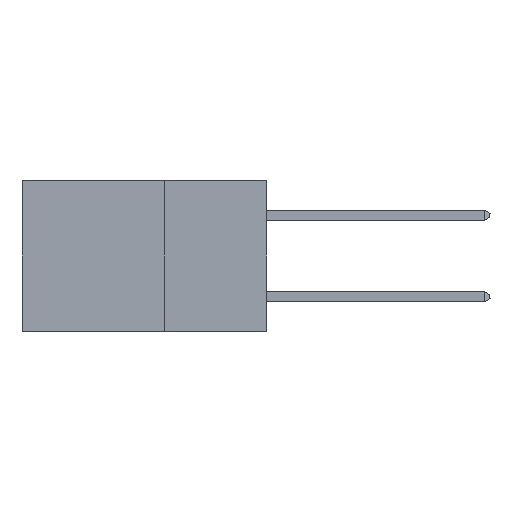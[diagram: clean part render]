
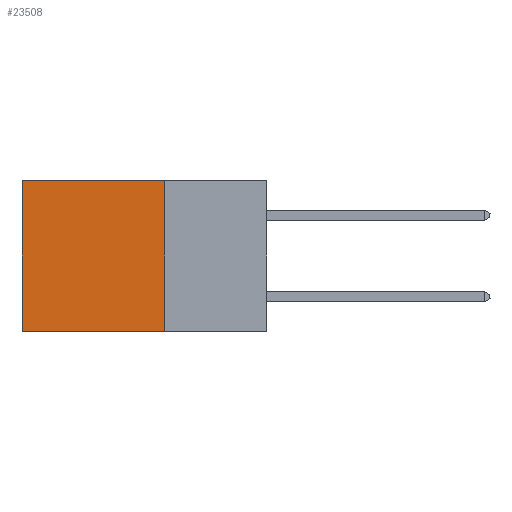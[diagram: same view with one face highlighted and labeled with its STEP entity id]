
A CAD part, left-side view. The second image highlights one B-rep face of the part: STEP entity #23508.
In plain terms, the highlighted planar face has unit normal (-1, 0, 0).
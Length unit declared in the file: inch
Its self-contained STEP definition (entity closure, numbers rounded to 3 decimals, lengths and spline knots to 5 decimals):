
#1166 = CARTESIAN_POINT ( 'NONE',  ( 0.2875, 0.25, -0.37 ) ) ;
#1683 = CARTESIAN_POINT ( 'NONE',  ( 0.2875, 0.25, 0. ) ) ;
#2056 = VERTEX_POINT ( 'NONE', #36236 ) ;
#2150 = DIRECTION ( 'NONE',  ( 0., 0., -1. ) ) ;
#4287 = LINE ( 'NONE', #27803, #11037 ) ;
#4298 = ORIENTED_EDGE ( 'NONE', *, *, #16584, .T. ) ;
#4780 = DIRECTION ( 'NONE',  ( 0., 1., 0. ) ) ;
#9443 = VECTOR ( 'NONE', #4780, 39.37008 ) ;
#9610 = FACE_OUTER_BOUND ( 'NONE', #13586, .T. ) ;
#9907 = EDGE_CURVE ( 'NONE', #36817, #28080, #23755, .T. ) ;
#11037 = VECTOR ( 'NONE', #30642, 39.37008 ) ;
#11804 = CARTESIAN_POINT ( 'NONE',  ( 0.2875, 0.25, 0. ) ) ;
#12945 = LINE ( 'NONE', #11804, #13849 ) ;
#13071 = ORIENTED_EDGE ( 'NONE', *, *, #9907, .F. ) ;
#13586 = EDGE_LOOP ( 'NONE', ( #17828, #13071, #36060, #4298 ) ) ;
#13849 = VECTOR ( 'NONE', #31683, 39.37008 ) ;
#16185 = CARTESIAN_POINT ( 'NONE',  ( 0.2875, 0.25, 0. ) ) ;
#16507 = CARTESIAN_POINT ( 'NONE',  ( 0.2875, 0.25, 0. ) ) ;
#16584 = EDGE_CURVE ( 'NONE', #16621, #2056, #31507, .T. ) ;
#16621 = VERTEX_POINT ( 'NONE', #16185 ) ;
#17828 = ORIENTED_EDGE ( 'NONE', *, *, #29173, .T. ) ;
#18987 = EDGE_CURVE ( 'NONE', #16621, #36817, #12945, .T. ) ;
#19407 = DIRECTION ( 'NONE',  ( 1., 0., 0. ) ) ;
#21953 = CARTESIAN_POINT ( 'NONE',  ( 0.2875, 0.25, -0.37 ) ) ;
#23508 = ADVANCED_FACE ( 'NONE', ( #9610 ), #33440, .F. ) ;
#23755 = LINE ( 'NONE', #21953, #9443 ) ;
#26160 = AXIS2_PLACEMENT_3D ( 'NONE', #16507, #19407, #2150 ) ;
#27803 = CARTESIAN_POINT ( 'NONE',  ( 0.2875, 0.6, 0. ) ) ;
#28080 = VERTEX_POINT ( 'NONE', #31304 ) ;
#29173 = EDGE_CURVE ( 'NONE', #2056, #28080, #4287, .T. ) ;
#30203 = DIRECTION ( 'NONE',  ( 0., 1., 0. ) ) ;
#30642 = DIRECTION ( 'NONE',  ( 0., 0., -1. ) ) ;
#30643 = VECTOR ( 'NONE', #30203, 39.37008 ) ;
#31304 = CARTESIAN_POINT ( 'NONE',  ( 0.2875, 0.6, -0.37 ) ) ;
#31507 = LINE ( 'NONE', #1683, #30643 ) ;
#31683 = DIRECTION ( 'NONE',  ( 0., 0., -1. ) ) ;
#33440 = PLANE ( 'NONE',  #26160 ) ;
#36060 = ORIENTED_EDGE ( 'NONE', *, *, #18987, .F. ) ;
#36236 = CARTESIAN_POINT ( 'NONE',  ( 0.2875, 0.6, 0. ) ) ;
#36817 = VERTEX_POINT ( 'NONE', #1166 ) ;
